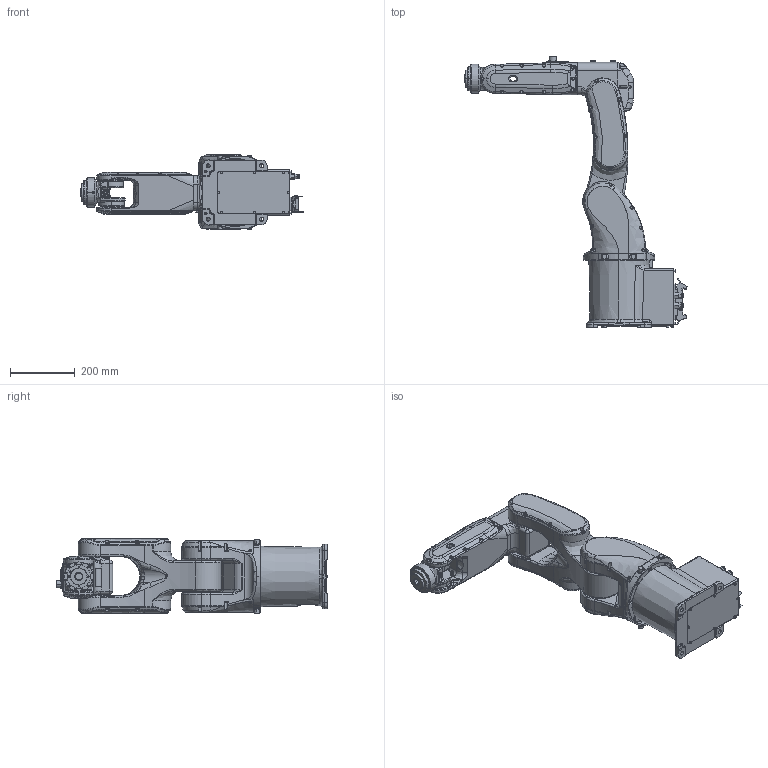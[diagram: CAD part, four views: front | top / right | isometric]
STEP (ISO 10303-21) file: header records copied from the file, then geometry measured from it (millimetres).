
FILE_DESCRIPTION (( 'STEP AP214' ), '1' );
FILE_NAME ('ER7-C10杅耀-step.STEP', '2017-05-05T01:22:41', ( 'DELL' ), ( 'Microsoft' ), 'SwSTEP 2.0', 'SolidWorks 2015', '' );
FILE_SCHEMA (( 'AUTOMOTIVE_DESIGN' ));
Length unit declared in the file: millimetre
Products named in the file (9): wrist2_1; wrist1_1; arm2_1; arm1_1; waist_1; base_1; ER7-C10杅耀-step; cover; flange_1
Assembly tree (9 placements, depth 2):
  ER7-C10杅耀-step
    base_1
    waist_1
    arm1_1
    arm2_1
    wrist1_1
    wrist2_1
    flange_1
    cover  x2
Bounding box: 686.46 x 837.5 x 230 mm (x, y, z)
Volume: 18961007.5 mm3; surface area: 1269241.1 mm2
Topology: 8 solids, 539 shells, 3354 faces, 9351 edges, 6737 vertices
Faces by surface type: plane 1026, bspline 991, cylinder 975, cone 332, torus 26, sphere 4
Entity records: 190499 total; most frequent: CARTESIAN_POINT 87914, ORIENTED_EDGE 14614, DIRECTION 13455, EDGE_CURVE 8568, VERTEX_POINT 6291, AXIS2_PLACEMENT_3D 5279, EDGE_LOOP 3346, CIRCLE 3104
